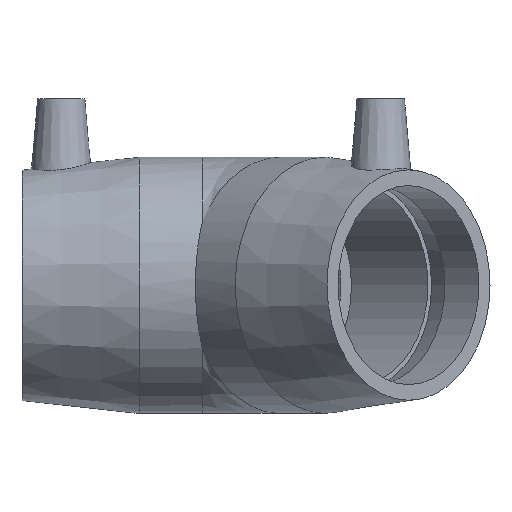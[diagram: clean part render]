
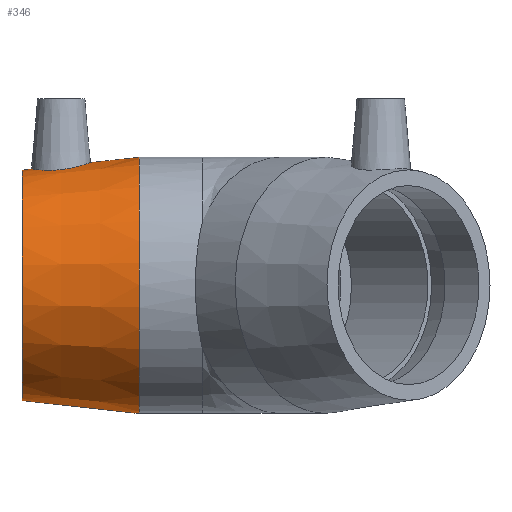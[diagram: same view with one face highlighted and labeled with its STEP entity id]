
A CAD part, top view. The second image highlights one B-rep face of the part: STEP entity #346.
In plain terms, the highlighted conical face has half-angle 6.247 degrees and reference radius 38.475 mm.
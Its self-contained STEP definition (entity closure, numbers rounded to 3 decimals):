
#16=B_SPLINE_CURVE_WITH_KNOTS('',3,(#659,#660,#661,#662,#663,#664,#665,
#666,#667,#668,#669,#670,#671,#672,#673,#674,#675,#676,#677,#678,#679,#680,
#681,#682,#683,#684,#685,#686,#687,#688,#689,#690,#691,#692),
 .UNSPECIFIED.,.T.,.F.,(4,2,2,2,2,2,2,2,2,2,2,2,2,2,2,2,4),(0.,0.347,
0.695,1.044,1.394,1.744,2.093,
2.441,2.788,3.157,3.527,3.889,
4.251,4.613,4.975,5.344,5.713),
 .UNSPECIFIED.);
#22=CONICAL_SURFACE('',#406,38.475,6.247);
#53=FACE_BOUND('',#152,.T.);
#54=FACE_BOUND('',#153,.T.);
#94=FACE_OUTER_BOUND('',#151,.T.);
#151=EDGE_LOOP('',(#302));
#152=EDGE_LOOP('',(#303));
#153=EDGE_LOOP('',(#304));
#177=CIRCLE('',#397,40.5);
#181=CIRCLE('',#405,36.45);
#206=VERTEX_POINT('',#658);
#207=VERTEX_POINT('',#694);
#211=VERTEX_POINT('',#706);
#237=EDGE_CURVE('',#206,#206,#16,.T.);
#238=EDGE_CURVE('',#207,#207,#177,.T.);
#242=EDGE_CURVE('',#211,#211,#181,.T.);
#302=ORIENTED_EDGE('',*,*,#238,.F.);
#303=ORIENTED_EDGE('',*,*,#237,.T.);
#304=ORIENTED_EDGE('',*,*,#242,.T.);
#346=ADVANCED_FACE('',(#94,#53,#54),#22,.T.);
#397=AXIS2_PLACEMENT_3D('',#695,#505,#506);
#405=AXIS2_PLACEMENT_3D('',#707,#521,#522);
#406=AXIS2_PLACEMENT_3D('',#708,#523,#524);
#505=DIRECTION('center_axis',(1.,0.,0.));
#506=DIRECTION('ref_axis',(0.,0.,-1.));
#521=DIRECTION('center_axis',(1.,0.,0.));
#522=DIRECTION('ref_axis',(0.,0.,-1.));
#523=DIRECTION('center_axis',(1.,0.,0.));
#524=DIRECTION('ref_axis',(0.,1.,0.));
#658=CARTESIAN_POINT('',(-59.547,36.566,9.456));
#659=CARTESIAN_POINT('Ctrl Pts',(-59.547,36.566,9.456));
#660=CARTESIAN_POINT('Ctrl Pts',(-60.698,36.444,9.425));
#661=CARTESIAN_POINT('Ctrl Pts',(-61.924,36.376,9.162));
#662=CARTESIAN_POINT('Ctrl Pts',(-64.171,36.36,8.166));
#663=CARTESIAN_POINT('Ctrl Pts',(-65.192,36.41,7.432));
#664=CARTESIAN_POINT('Ctrl Pts',(-66.801,36.533,5.761));
#665=CARTESIAN_POINT('Ctrl Pts',(-67.497,36.616,4.707));
#666=CARTESIAN_POINT('Ctrl Pts',(-68.419,36.737,2.41));
#667=CARTESIAN_POINT('Ctrl Pts',(-68.645,36.773,1.165));
#668=CARTESIAN_POINT('Ctrl Pts',(-68.645,36.773,-1.165));
#669=CARTESIAN_POINT('Ctrl Pts',(-68.419,36.737,-2.41));
#670=CARTESIAN_POINT('Ctrl Pts',(-67.497,36.616,-4.707));
#671=CARTESIAN_POINT('Ctrl Pts',(-66.801,36.533,-5.761));
#672=CARTESIAN_POINT('Ctrl Pts',(-65.192,36.41,-7.432));
#673=CARTESIAN_POINT('Ctrl Pts',(-64.171,36.36,-8.166));
#674=CARTESIAN_POINT('Ctrl Pts',(-61.924,36.376,-9.162));
#675=CARTESIAN_POINT('Ctrl Pts',(-60.698,36.444,-9.425));
#676=CARTESIAN_POINT('Ctrl Pts',(-58.323,36.696,-9.49));
#677=CARTESIAN_POINT('Ctrl Pts',(-57.026,36.903,-9.268));
#678=CARTESIAN_POINT('Ctrl Pts',(-54.649,37.396,-8.313));
#679=CARTESIAN_POINT('Ctrl Pts',(-53.568,37.679,-7.58));
#680=CARTESIAN_POINT('Ctrl Pts',(-51.879,38.166,-5.892));
#681=CARTESIAN_POINT('Ctrl Pts',(-51.149,38.404,-4.829));
#682=CARTESIAN_POINT('Ctrl Pts',(-50.177,38.733,-2.487));
#683=CARTESIAN_POINT('Ctrl Pts',(-49.935,38.821,-1.207));
#684=CARTESIAN_POINT('Ctrl Pts',(-49.935,38.821,1.207));
#685=CARTESIAN_POINT('Ctrl Pts',(-50.177,38.733,2.487));
#686=CARTESIAN_POINT('Ctrl Pts',(-51.149,38.404,4.829));
#687=CARTESIAN_POINT('Ctrl Pts',(-51.879,38.166,5.892));
#688=CARTESIAN_POINT('Ctrl Pts',(-53.568,37.679,7.58));
#689=CARTESIAN_POINT('Ctrl Pts',(-54.649,37.396,8.313));
#690=CARTESIAN_POINT('Ctrl Pts',(-57.026,36.903,9.268));
#691=CARTESIAN_POINT('Ctrl Pts',(-58.323,36.696,9.49));
#692=CARTESIAN_POINT('Ctrl Pts',(-59.547,36.566,9.456));
#694=CARTESIAN_POINT('',(-34.598,40.5,0.));
#695=CARTESIAN_POINT('Origin',(-34.598,0.,
0.));
#706=CARTESIAN_POINT('',(-71.598,36.45,0.));
#707=CARTESIAN_POINT('Origin',(-71.598,0.,0.));
#708=CARTESIAN_POINT('Origin',(-53.098,0.,
0.));
